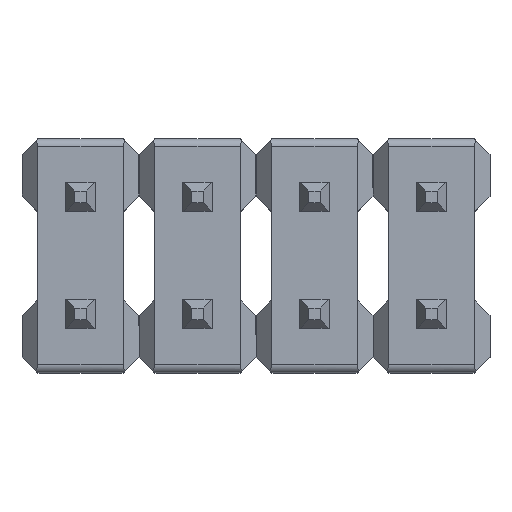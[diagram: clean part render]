
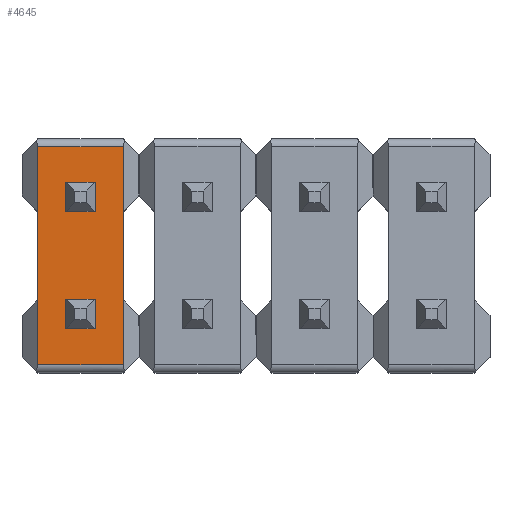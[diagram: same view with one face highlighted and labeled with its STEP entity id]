
A CAD part, top view. The second image highlights one B-rep face of the part: STEP entity #4645.
In plain terms, the highlighted planar face has unit normal (0, 0, 1).
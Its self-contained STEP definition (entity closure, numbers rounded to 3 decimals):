
#53=FACE_BOUND('',#422,.T.);
#54=FACE_BOUND('',#423,.T.);
#149=FACE_OUTER_BOUND('',#421,.T.);
#421=EDGE_LOOP('',(#3221,#3222,#3223,#3224,#3225,#3226,#3227,#3228));
#422=EDGE_LOOP('',(#3229,#3230,#3231,#3232));
#423=EDGE_LOOP('',(#3233,#3234,#3235,#3236));
#765=LINE('',#6668,#1397);
#766=LINE('',#6670,#1398);
#767=LINE('',#6672,#1399);
#768=LINE('',#6674,#1400);
#769=LINE('',#6676,#1401);
#770=LINE('',#6678,#1402);
#771=LINE('',#6680,#1403);
#772=LINE('',#6681,#1404);
#773=LINE('',#6684,#1405);
#774=LINE('',#6686,#1406);
#775=LINE('',#6688,#1407);
#776=LINE('',#6689,#1408);
#777=LINE('',#6692,#1409);
#778=LINE('',#6694,#1410);
#779=LINE('',#6696,#1411);
#780=LINE('',#6697,#1412);
#1397=VECTOR('',#5418,10.);
#1398=VECTOR('',#5419,10.);
#1399=VECTOR('',#5420,10.);
#1400=VECTOR('',#5421,10.);
#1401=VECTOR('',#5422,10.);
#1402=VECTOR('',#5423,10.);
#1403=VECTOR('',#5424,10.);
#1404=VECTOR('',#5425,10.);
#1405=VECTOR('',#5426,10.);
#1406=VECTOR('',#5427,10.);
#1407=VECTOR('',#5428,10.);
#1408=VECTOR('',#5429,10.);
#1409=VECTOR('',#5430,10.);
#1410=VECTOR('',#5431,10.);
#1411=VECTOR('',#5432,10.);
#1412=VECTOR('',#5433,10.);
#1981=VERTEX_POINT('',#6666);
#1982=VERTEX_POINT('',#6667);
#1983=VERTEX_POINT('',#6669);
#1984=VERTEX_POINT('',#6671);
#1985=VERTEX_POINT('',#6673);
#1986=VERTEX_POINT('',#6675);
#1987=VERTEX_POINT('',#6677);
#1988=VERTEX_POINT('',#6679);
#1989=VERTEX_POINT('',#6682);
#1990=VERTEX_POINT('',#6683);
#1991=VERTEX_POINT('',#6685);
#1992=VERTEX_POINT('',#6687);
#1993=VERTEX_POINT('',#6690);
#1994=VERTEX_POINT('',#6691);
#1995=VERTEX_POINT('',#6693);
#1996=VERTEX_POINT('',#6695);
#2445=EDGE_CURVE('',#1981,#1982,#765,.T.);
#2446=EDGE_CURVE('',#1982,#1983,#766,.T.);
#2447=EDGE_CURVE('',#1983,#1984,#767,.T.);
#2448=EDGE_CURVE('',#1984,#1985,#768,.T.);
#2449=EDGE_CURVE('',#1985,#1986,#769,.T.);
#2450=EDGE_CURVE('',#1986,#1987,#770,.T.);
#2451=EDGE_CURVE('',#1987,#1988,#771,.T.);
#2452=EDGE_CURVE('',#1988,#1981,#772,.T.);
#2453=EDGE_CURVE('',#1989,#1990,#773,.T.);
#2454=EDGE_CURVE('',#1990,#1991,#774,.T.);
#2455=EDGE_CURVE('',#1991,#1992,#775,.T.);
#2456=EDGE_CURVE('',#1992,#1989,#776,.T.);
#2457=EDGE_CURVE('',#1993,#1994,#777,.T.);
#2458=EDGE_CURVE('',#1994,#1995,#778,.T.);
#2459=EDGE_CURVE('',#1995,#1996,#779,.T.);
#2460=EDGE_CURVE('',#1996,#1993,#780,.T.);
#3221=ORIENTED_EDGE('',*,*,#2445,.T.);
#3222=ORIENTED_EDGE('',*,*,#2446,.T.);
#3223=ORIENTED_EDGE('',*,*,#2447,.T.);
#3224=ORIENTED_EDGE('',*,*,#2448,.T.);
#3225=ORIENTED_EDGE('',*,*,#2449,.T.);
#3226=ORIENTED_EDGE('',*,*,#2450,.T.);
#3227=ORIENTED_EDGE('',*,*,#2451,.T.);
#3228=ORIENTED_EDGE('',*,*,#2452,.T.);
#3229=ORIENTED_EDGE('',*,*,#2453,.T.);
#3230=ORIENTED_EDGE('',*,*,#2454,.T.);
#3231=ORIENTED_EDGE('',*,*,#2455,.T.);
#3232=ORIENTED_EDGE('',*,*,#2456,.T.);
#3233=ORIENTED_EDGE('',*,*,#2457,.T.);
#3234=ORIENTED_EDGE('',*,*,#2458,.T.);
#3235=ORIENTED_EDGE('',*,*,#2459,.T.);
#3236=ORIENTED_EDGE('',*,*,#2460,.T.);
#4381=PLANE('',#4942);
#4645=ADVANCED_FACE('',(#149,#53,#54),#4381,.T.);
#4942=AXIS2_PLACEMENT_3D('',#6665,#5416,#5417);
#5416=DIRECTION('center_axis',(0.,0.,1.));
#5417=DIRECTION('ref_axis',(-1.,0.,0.));
#5418=DIRECTION('',(1.,0.,0.));
#5419=DIRECTION('',(0.,1.,0.));
#5420=DIRECTION('',(0.,1.,0.));
#5421=DIRECTION('',(0.,1.,0.));
#5422=DIRECTION('',(-1.,0.,0.));
#5423=DIRECTION('',(0.,-1.,0.));
#5424=DIRECTION('',(0.,-1.,0.));
#5425=DIRECTION('',(0.,-1.,0.));
#5426=DIRECTION('',(-1.,0.,0.));
#5427=DIRECTION('',(0.,1.,0.));
#5428=DIRECTION('',(1.,0.,0.));
#5429=DIRECTION('',(0.,-1.,0.));
#5430=DIRECTION('',(1.,0.,0.));
#5431=DIRECTION('',(0.,-1.,0.));
#5432=DIRECTION('',(-1.,0.,0.));
#5433=DIRECTION('',(0.,1.,0.));
#6665=CARTESIAN_POINT('Origin',(0.327,-2.415,2.8));
#6666=CARTESIAN_POINT('',(0.345,-2.367,2.8));
#6667=CARTESIAN_POINT('',(2.195,-2.367,2.8));
#6668=CARTESIAN_POINT('',(0.345,-2.367,2.8));
#6669=CARTESIAN_POINT('',(2.195,-0.955,2.8));
#6670=CARTESIAN_POINT('',(2.195,-2.367,2.8));
#6671=CARTESIAN_POINT('',(2.195,0.955,2.8));
#6672=CARTESIAN_POINT('',(2.195,-0.955,2.8));
#6673=CARTESIAN_POINT('',(2.195,2.367,2.8));
#6674=CARTESIAN_POINT('',(2.195,0.955,2.8));
#6675=CARTESIAN_POINT('',(0.345,2.367,2.8));
#6676=CARTESIAN_POINT('',(2.195,2.367,2.8));
#6677=CARTESIAN_POINT('',(0.345,0.955,2.8));
#6678=CARTESIAN_POINT('',(0.345,2.367,2.8));
#6679=CARTESIAN_POINT('',(0.345,-0.955,2.8));
#6680=CARTESIAN_POINT('',(0.345,0.955,2.8));
#6681=CARTESIAN_POINT('',(0.345,-0.955,2.8));
#6682=CARTESIAN_POINT('',(1.585,-1.585,2.8));
#6683=CARTESIAN_POINT('',(0.955,-1.585,2.8));
#6684=CARTESIAN_POINT('',(1.585,-1.585,2.8));
#6685=CARTESIAN_POINT('',(0.955,-0.955,2.8));
#6686=CARTESIAN_POINT('',(0.955,-1.585,2.8));
#6687=CARTESIAN_POINT('',(1.585,-0.955,2.8));
#6688=CARTESIAN_POINT('',(0.955,-0.955,2.8));
#6689=CARTESIAN_POINT('',(1.585,-0.955,2.8));
#6690=CARTESIAN_POINT('',(0.955,1.585,2.8));
#6691=CARTESIAN_POINT('',(1.585,1.585,2.8));
#6692=CARTESIAN_POINT('',(0.955,1.585,2.8));
#6693=CARTESIAN_POINT('',(1.585,0.955,2.8));
#6694=CARTESIAN_POINT('',(1.585,1.585,2.8));
#6695=CARTESIAN_POINT('',(0.955,0.955,2.8));
#6696=CARTESIAN_POINT('',(1.585,0.955,2.8));
#6697=CARTESIAN_POINT('',(0.955,0.955,2.8));
